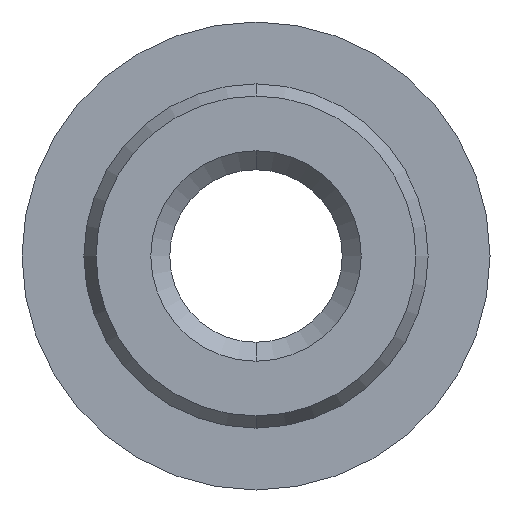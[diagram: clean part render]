
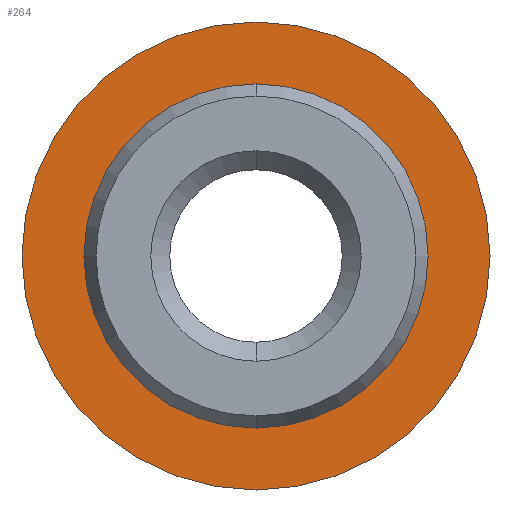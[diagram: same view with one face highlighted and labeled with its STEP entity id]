
A CAD part, front view. The second image highlights one B-rep face of the part: STEP entity #264.
In plain terms, the highlighted planar face has unit normal (0, -1, 0).
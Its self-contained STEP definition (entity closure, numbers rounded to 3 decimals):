
#1 = DIRECTION ( 'NONE',  ( 0., 0., 1. ) ) ;
#17 = AXIS2_PLACEMENT_3D ( 'NONE', #337, #419, #468 ) ;
#26 = CARTESIAN_POINT ( 'NONE',  ( 2.045, 0., 0. ) ) ;
#70 = AXIS2_PLACEMENT_3D ( 'NONE', #82, #239, #1 ) ;
#72 = DIRECTION ( 'NONE',  ( 0., 1., 0. ) ) ;
#82 = CARTESIAN_POINT ( 'NONE',  ( 0., 0., 0. ) ) ;
#91 = VERTEX_POINT ( 'NONE', #299 ) ;
#92 = EDGE_CURVE ( 'NONE', #91, #354, #290, .T. ) ;
#139 = EDGE_CURVE ( 'NONE', #359, #247, #386, .T. ) ;
#151 = CARTESIAN_POINT ( 'NONE',  ( 0., 0., 0. ) ) ;
#181 = EDGE_LOOP ( 'NONE', ( #398, #411 ) ) ;
#188 = FACE_OUTER_BOUND ( 'NONE', #449, .T. ) ;
#191 = CARTESIAN_POINT ( 'NONE',  ( 0., 0., 2.78 ) ) ;
#196 = CIRCLE ( 'NONE', #70, 2.78 ) ;
#225 = CARTESIAN_POINT ( 'NONE',  ( 0., 0., -2.78 ) ) ;
#226 = EDGE_CURVE ( 'NONE', #354, #91, #511, .T. ) ;
#239 = DIRECTION ( 'NONE',  ( 0., 1., 0. ) ) ;
#247 = VERTEX_POINT ( 'NONE', #225 ) ;
#253 = CARTESIAN_POINT ( 'NONE',  ( 0., 0., 0. ) ) ;
#258 = AXIS2_PLACEMENT_3D ( 'NONE', #26, #72, #350 ) ;
#264 = ADVANCED_FACE ( 'NONE', ( #188, #389 ), #307, .F. ) ;
#290 = CIRCLE ( 'NONE', #17, 2.045 ) ;
#292 = AXIS2_PLACEMENT_3D ( 'NONE', #151, #351, #353 ) ;
#299 = CARTESIAN_POINT ( 'NONE',  ( 0., 0., 2.045 ) ) ;
#307 = PLANE ( 'NONE',  #258 ) ;
#337 = CARTESIAN_POINT ( 'NONE',  ( 0., 0., 0. ) ) ;
#349 = AXIS2_PLACEMENT_3D ( 'NONE', #253, #375, #426 ) ;
#350 = DIRECTION ( 'NONE',  ( 0., 0., 1. ) ) ;
#351 = DIRECTION ( 'NONE',  ( 0., 1., 0. ) ) ;
#353 = DIRECTION ( 'NONE',  ( 0., 0., 1. ) ) ;
#354 = VERTEX_POINT ( 'NONE', #393 ) ;
#359 = VERTEX_POINT ( 'NONE', #191 ) ;
#375 = DIRECTION ( 'NONE',  ( 0., 1., 0. ) ) ;
#386 = CIRCLE ( 'NONE', #349, 2.78 ) ;
#387 = ORIENTED_EDGE ( 'NONE', *, *, #469, .F. ) ;
#389 = FACE_BOUND ( 'NONE', #181, .T. ) ;
#393 = CARTESIAN_POINT ( 'NONE',  ( 0., 0., -2.045 ) ) ;
#398 = ORIENTED_EDGE ( 'NONE', *, *, #92, .T. ) ;
#411 = ORIENTED_EDGE ( 'NONE', *, *, #226, .T. ) ;
#419 = DIRECTION ( 'NONE',  ( 0., 1., 0. ) ) ;
#426 = DIRECTION ( 'NONE',  ( 0., 0., 1. ) ) ;
#449 = EDGE_LOOP ( 'NONE', ( #497, #387 ) ) ;
#468 = DIRECTION ( 'NONE',  ( 0., 0., 1. ) ) ;
#469 = EDGE_CURVE ( 'NONE', #247, #359, #196, .T. ) ;
#497 = ORIENTED_EDGE ( 'NONE', *, *, #139, .F. ) ;
#511 = CIRCLE ( 'NONE', #292, 2.045 ) ;
